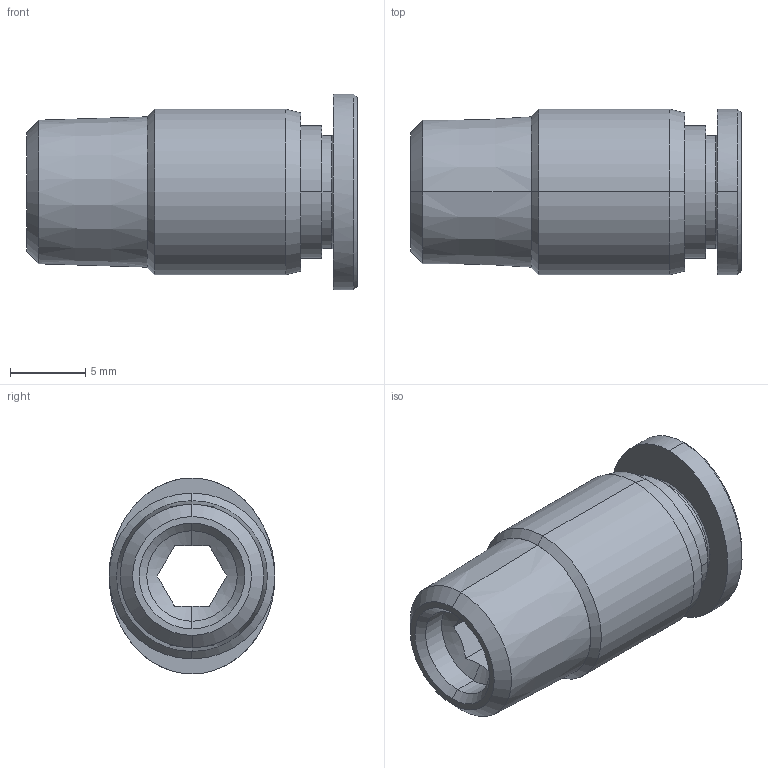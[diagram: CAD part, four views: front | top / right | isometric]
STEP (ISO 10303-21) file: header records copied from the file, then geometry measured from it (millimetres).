
FILE_DESCRIPTION((''),'2;1');
FILE_NAME('GPOC 0601(3D).stp','2012-12-26T18:13:30',(''),(''),'Mechanical Desktop.R8.0.24.0','Mechanical Desktop.R8.0.24.0',', , ');
FILE_SCHEMA(('CONFIG_CONTROL_DESIGN'));
Length unit declared in the file: millimetre
Products named in the file (2): GPOC 0601(3D); ºÎÇ°1
Assembly tree (1 placements, depth 2):
  GPOC 0601(3D)
    ºÎÇ°1
Bounding box: 21.95 x 11 x 13 mm (x, y, z)
Volume: 1250.6 mm3; surface area: 1361.2 mm2
Topology: 1 solids, 1 shells, 242 faces, 662 edges, 437 vertices
Faces by surface type: plane 177, bspline 30, cylinder 21, cone 14
Entity records: 8480 total; most frequent: CARTESIAN_POINT 2280, ORIENTED_EDGE 1324, DIRECTION 1181, EDGE_CURVE 662, VECTOR 537, LINE 537, VERTEX_POINT 437, AXIS2_PLACEMENT_3D 322
